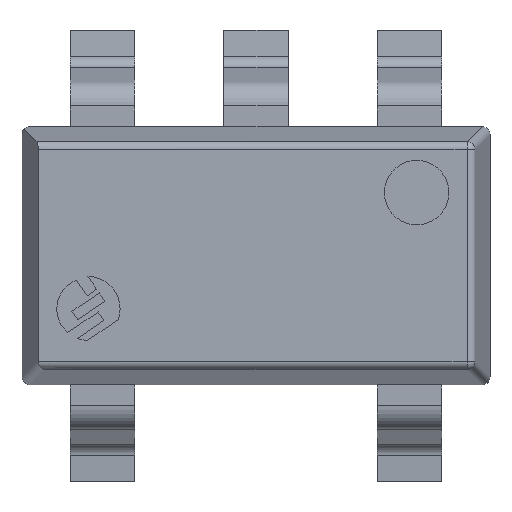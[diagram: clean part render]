
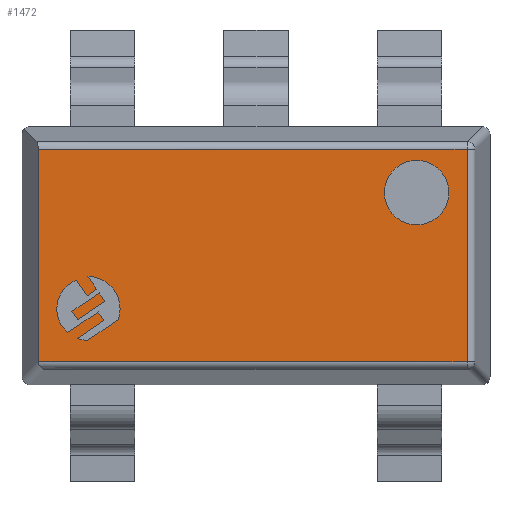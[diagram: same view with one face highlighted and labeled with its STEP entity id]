
A CAD part, top view. The second image highlights one B-rep face of the part: STEP entity #1472.
In plain terms, the highlighted planar face has unit normal (0, 0, 1).
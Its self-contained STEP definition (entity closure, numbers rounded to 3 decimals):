
#92=PLANE('',#1754);
#213=FACE_OUTER_BOUND('',#298,.T.);
#298=EDGE_LOOP('',(#1166,#1167,#1168,#1169,#1170));
#358=LINE('',#2386,#497);
#379=LINE('',#2464,#518);
#381=LINE('',#2467,#520);
#389=LINE('',#2481,#528);
#497=VECTOR('',#1916,10.);
#518=VECTOR('',#2005,10.);
#520=VECTOR('',#2009,10.);
#528=VECTOR('',#2029,10.);
#645=ELLIPSE('',#1707,0.051,0.05);
#679=VERTEX_POINT('',#2374);
#682=VERTEX_POINT('',#2384);
#684=VERTEX_POINT('',#2391);
#685=VERTEX_POINT('',#2393);
#693=VERTEX_POINT('',#2421);
#818=EDGE_CURVE('',#682,#679,#358,.T.);
#822=EDGE_CURVE('',#684,#685,#645,.T.);
#859=EDGE_CURVE('',#679,#693,#379,.T.);
#861=EDGE_CURVE('',#693,#684,#381,.T.);
#869=EDGE_CURVE('',#685,#682,#389,.T.);
#1166=ORIENTED_EDGE('',*,*,#818,.F.);
#1167=ORIENTED_EDGE('',*,*,#869,.F.);
#1168=ORIENTED_EDGE('',*,*,#822,.F.);
#1169=ORIENTED_EDGE('',*,*,#861,.F.);
#1170=ORIENTED_EDGE('',*,*,#859,.F.);
#1472=ADVANCED_FACE('',(#213),#92,.T.);
#1707=AXIS2_PLACEMENT_3D('',#2394,#1923,#1924);
#1754=AXIS2_PLACEMENT_3D('',#2494,#2050,#2051);
#1916=DIRECTION('',(0.,1.,0.));
#1923=DIRECTION('center_axis',(0.,0.,-1.));
#1924=DIRECTION('ref_axis',(0.707,-0.707,0.));
#2005=DIRECTION('',(1.,0.,0.));
#2009=DIRECTION('',(0.,-1.,0.));
#2029=DIRECTION('',(-1.,0.,0.));
#2050=DIRECTION('center_axis',(0.,0.,1.));
#2051=DIRECTION('ref_axis',(1.,0.,0.));
#2374=CARTESIAN_POINT('',(-0.658,1.308,1.3));
#2384=CARTESIAN_POINT('',(-0.658,-1.35,1.3));
#2386=CARTESIAN_POINT('',(-0.658,0.363,1.3));
#2391=CARTESIAN_POINT('',(0.658,-1.35,1.3));
#2393=CARTESIAN_POINT('',(0.651,-1.35,1.3));
#2394=CARTESIAN_POINT('Origin',(0.649,-1.299,1.3));
#2421=CARTESIAN_POINT('',(0.658,1.308,1.3));
#2464=CARTESIAN_POINT('',(0.2,1.308,1.3));
#2467=CARTESIAN_POINT('',(0.658,-0.363,1.3));
#2481=CARTESIAN_POINT('',(-0.4,-1.35,1.3));
#2494=CARTESIAN_POINT('Origin',(0.,0.,
1.3));
